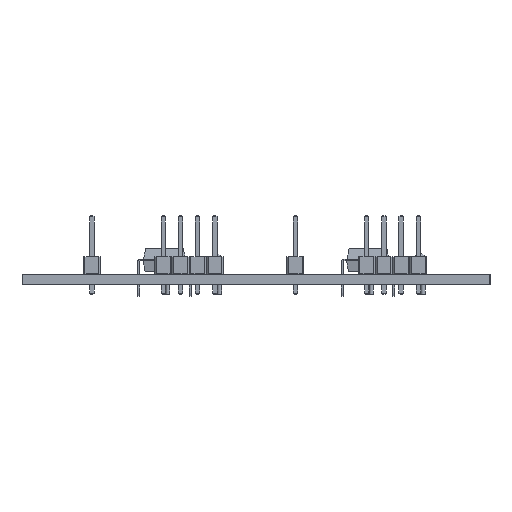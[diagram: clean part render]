
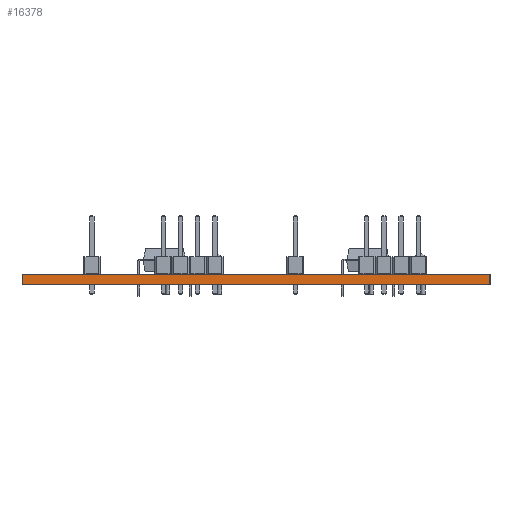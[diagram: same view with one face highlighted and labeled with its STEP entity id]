
A CAD part, front view. The second image highlights one B-rep face of the part: STEP entity #16378.
In plain terms, the highlighted planar face has unit normal (0, -1, 0).
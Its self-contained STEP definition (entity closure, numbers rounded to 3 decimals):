
#16353 = VERTEX_POINT('',#16354);
#16354 = CARTESIAN_POINT('',(68.999,-91.,1.51));
#16360 = EDGE_CURVE('',#16361,#16353,#16363,.T.);
#16361 = VERTEX_POINT('',#16362);
#16362 = CARTESIAN_POINT('',(68.999,-91.,0.));
#16363 = LINE('',#16364,#16365);
#16364 = CARTESIAN_POINT('',(68.999,-91.,0.));
#16365 = VECTOR('',#16366,1.);
#16366 = DIRECTION('',(0.,0.,1.));
#16378 = ADVANCED_FACE('',(#16379),#16404,.T.);
#16379 = FACE_BOUND('',#16380,.T.);
#16380 = EDGE_LOOP('',(#16381,#16382,#16390,#16398));
#16381 = ORIENTED_EDGE('',*,*,#16360,.T.);
#16382 = ORIENTED_EDGE('',*,*,#16383,.T.);
#16383 = EDGE_CURVE('',#16353,#16384,#16386,.T.);
#16384 = VERTEX_POINT('',#16385);
#16385 = CARTESIAN_POINT('',(0.,-90.999,1.51));
#16386 = LINE('',#16387,#16388);
#16387 = CARTESIAN_POINT('',(68.999,-91.,1.51));
#16388 = VECTOR('',#16389,1.);
#16389 = DIRECTION('',(-1.,0.,0.));
#16390 = ORIENTED_EDGE('',*,*,#16391,.F.);
#16391 = EDGE_CURVE('',#16392,#16384,#16394,.T.);
#16392 = VERTEX_POINT('',#16393);
#16393 = CARTESIAN_POINT('',(0.,-90.999,0.));
#16394 = LINE('',#16395,#16396);
#16395 = CARTESIAN_POINT('',(0.,-90.999,0.));
#16396 = VECTOR('',#16397,1.);
#16397 = DIRECTION('',(0.,0.,1.));
#16398 = ORIENTED_EDGE('',*,*,#16399,.F.);
#16399 = EDGE_CURVE('',#16361,#16392,#16400,.T.);
#16400 = LINE('',#16401,#16402);
#16401 = CARTESIAN_POINT('',(68.999,-91.,0.));
#16402 = VECTOR('',#16403,1.);
#16403 = DIRECTION('',(-1.,0.,0.));
#16404 = PLANE('',#16405);
#16405 = AXIS2_PLACEMENT_3D('',#16406,#16407,#16408);
#16406 = CARTESIAN_POINT('',(68.999,-91.,0.));
#16407 = DIRECTION('',(0.,-1.,0.));
#16408 = DIRECTION('',(-1.,0.,0.));
